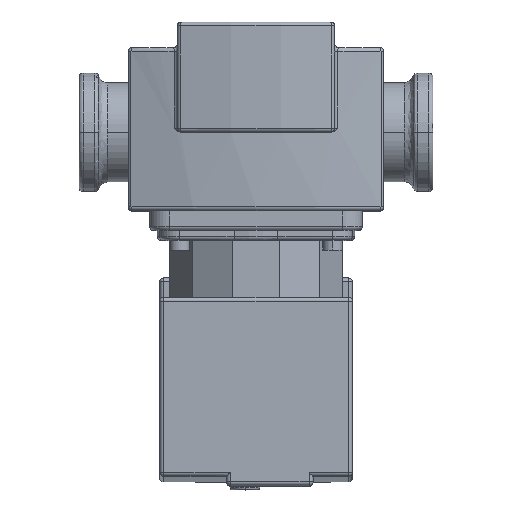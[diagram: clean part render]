
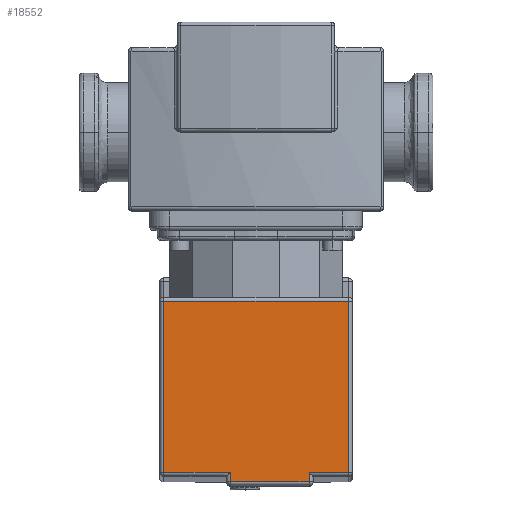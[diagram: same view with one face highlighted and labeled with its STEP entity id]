
A CAD part, top view. The second image highlights one B-rep face of the part: STEP entity #18552.
In plain terms, the highlighted planar face has unit normal (0, 0, 1).
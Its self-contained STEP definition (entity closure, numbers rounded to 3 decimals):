
#16003=CARTESIAN_POINT('',(137.,-86.,89.));
#16004=VERTEX_POINT('',#16003);
#16038=CARTESIAN_POINT('',(43.,-86.0,89.));
#16039=VERTEX_POINT('',#16038);
#16240=CARTESIAN_POINT('',(43.,-86.0,89.));
#16241=DIRECTION('',(1.0,0.0,0.0));
#16242=VECTOR('',#16241,94.0);
#16243=LINE('',#16240,#16242);
#16244=EDGE_CURVE('',#16039,#16004,#16243,.T.);
#17789=CARTESIAN_POINT('',(43.,-173.122,89.));
#17790=VERTEX_POINT('',#17789);
#17846=CARTESIAN_POINT('',(77.,-173.122,89.));
#17847=VERTEX_POINT('',#17846);
#17848=CARTESIAN_POINT('',(77.,-173.122,89.));
#17849=DIRECTION('',(-1.0,0.0,0.0));
#17850=VECTOR('',#17849,34.);
#17851=LINE('',#17848,#17850);
#17852=EDGE_CURVE('',#17847,#17790,#17851,.T.);
#17878=CARTESIAN_POINT('',(137.,-173.122,89.));
#17879=VERTEX_POINT('',#17878);
#17920=CARTESIAN_POINT('',(117.,-173.122,89.));
#17921=VERTEX_POINT('',#17920);
#17922=CARTESIAN_POINT('',(137.,-173.122,89.));
#17923=DIRECTION('',(-1.0,0.0,0.0));
#17924=VECTOR('',#17923,20.);
#17925=LINE('',#17922,#17924);
#17926=EDGE_CURVE('',#17879,#17921,#17925,.T.);
#17985=CARTESIAN_POINT('',(77.,-178.0,89.));
#17986=VERTEX_POINT('',#17985);
#18042=CARTESIAN_POINT('',(117.,-178.0,89.));
#18043=VERTEX_POINT('',#18042);
#18100=CARTESIAN_POINT('',(117.,-173.122,89.));
#18101=DIRECTION('',(0.0,-1.0,0.0));
#18102=VECTOR('',#18101,4.878);
#18103=LINE('',#18100,#18102);
#18104=EDGE_CURVE('',#17921,#18043,#18103,.T.);
#18162=CARTESIAN_POINT('',(117.,-178.0,89.));
#18163=DIRECTION('',(-1.0,0.0,0.0));
#18164=VECTOR('',#18163,40.0);
#18165=LINE('',#18162,#18164);
#18166=EDGE_CURVE('',#18043,#17986,#18165,.T.);
#18246=CARTESIAN_POINT('',(77.,-178.0,89.));
#18247=DIRECTION('',(0.0,1.0,0.0));
#18248=VECTOR('',#18247,4.878);
#18249=LINE('',#18246,#18248);
#18250=EDGE_CURVE('',#17986,#17847,#18249,.T.);
#18386=CARTESIAN_POINT('',(137.,-86.,89.));
#18387=DIRECTION('',(0.0,-1.0,0.0));
#18388=VECTOR('',#18387,87.122);
#18389=LINE('',#18386,#18388);
#18390=EDGE_CURVE('',#16004,#17879,#18389,.T.);
#18441=CARTESIAN_POINT('',(43.,-173.122,89.));
#18442=DIRECTION('',(0.0,1.0,0.0));
#18443=VECTOR('',#18442,87.122);
#18444=LINE('',#18441,#18443);
#18445=EDGE_CURVE('',#17790,#16039,#18444,.T.);
#18537=CARTESIAN_POINT('',(90.,-153.5,89.));
#18538=DIRECTION('',(0.0,0.0,1.0));
#18539=DIRECTION('',(-1.0,0.0,0.0));
#18540=AXIS2_PLACEMENT_3D('',#18537,#18538,#18539);
#18541=PLANE('',#18540);
#18542=ORIENTED_EDGE('',*,*,#18445,.F.);
#18543=ORIENTED_EDGE('',*,*,#17852,.F.);
#18544=ORIENTED_EDGE('',*,*,#18250,.F.);
#18545=ORIENTED_EDGE('',*,*,#18166,.F.);
#18546=ORIENTED_EDGE('',*,*,#18104,.F.);
#18547=ORIENTED_EDGE('',*,*,#17926,.F.);
#18548=ORIENTED_EDGE('',*,*,#18390,.F.);
#18549=ORIENTED_EDGE('',*,*,#16244,.F.);
#18550=EDGE_LOOP('',(#18542,#18543,#18544,#18545,#18546,#18547,#18548,#18549));
#18551=FACE_OUTER_BOUND('',#18550,.T.);
#18552=ADVANCED_FACE('',(#18551),#18541,.T.);
